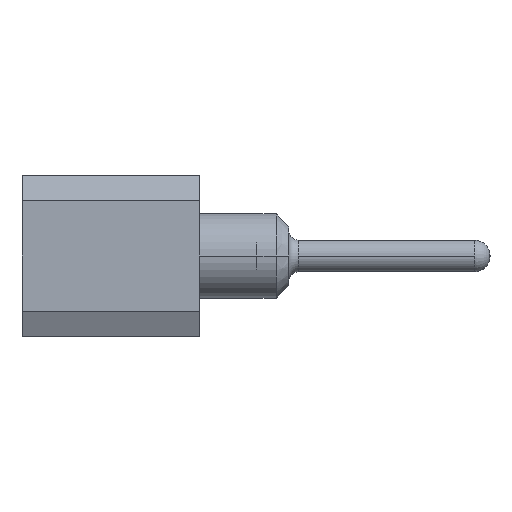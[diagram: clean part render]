
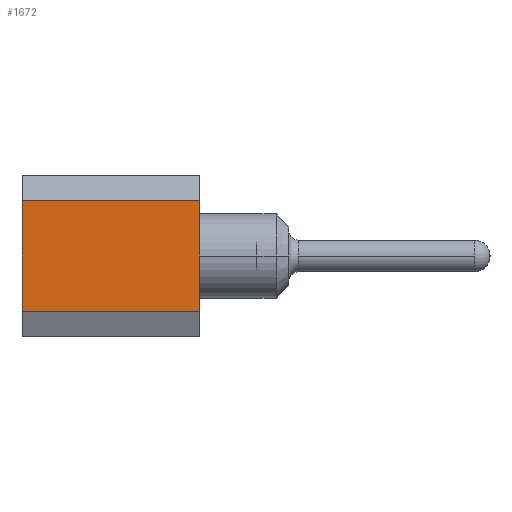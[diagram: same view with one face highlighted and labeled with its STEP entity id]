
A CAD part, left-side view. The second image highlights one B-rep face of the part: STEP entity #1672.
In plain terms, the highlighted planar face has unit normal (-1, 0, 0).
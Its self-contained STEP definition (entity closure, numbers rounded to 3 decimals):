
#1672=ADVANCED_FACE('',(#3392),#3393,.T.);
#3392=FACE_OUTER_BOUND('',#5121,.T.);
#3393=PLANE('',#5122);
#5121=EDGE_LOOP('',(#9743,#9744,#9745,#9746));
#5122=AXIS2_PLACEMENT_3D('',#9747,#9748,#9749);
#9743=ORIENTED_EDGE('',*,*,#11436,.T.);
#9744=ORIENTED_EDGE('',*,*,#11724,.F.);
#9745=ORIENTED_EDGE('',*,*,#11725,.F.);
#9746=ORIENTED_EDGE('',*,*,#11720,.T.);
#9747=CARTESIAN_POINT('',(-15.24,0.,0.));
#9748=DIRECTION('',(-1.0,0.0,0.0));
#9749=DIRECTION('',(0.0,0.,1.0));
#11436=EDGE_CURVE('',#13914,#13912,#13915,.T.);
#11720=EDGE_CURVE('',#14320,#13914,#14321,.T.);
#11724=EDGE_CURVE('',#14326,#13912,#14327,.T.);
#11725=EDGE_CURVE('',#14320,#14326,#14328,.T.);
#13912=VERTEX_POINT('',#16949);
#13914=VERTEX_POINT('',#16952);
#13915=LINE('',#16953,#16954);
#14320=VERTEX_POINT('',#17561);
#14321=LINE('',#17562,#17563);
#14326=VERTEX_POINT('',#17570);
#14327=LINE('',#17571,#17572);
#14328=LINE('',#17573,#17574);
#16949=CARTESIAN_POINT('',(-15.24,2.8,-0.87));
#16952=CARTESIAN_POINT('',(-15.24,2.8,0.87));
#16953=CARTESIAN_POINT('',(-15.24,2.8,0.87));
#16954=VECTOR('',#19904,1.0);
#17561=CARTESIAN_POINT('',(-15.24,0.,0.87));
#17562=CARTESIAN_POINT('',(-15.24,0.,0.87));
#17563=VECTOR('',#20107,1.0);
#17570=CARTESIAN_POINT('',(-15.24,0.,-0.87));
#17571=CARTESIAN_POINT('',(-15.24,0.,-0.87));
#17572=VECTOR('',#20110,1.0);
#17573=CARTESIAN_POINT('',(-15.24,0.,0.87));
#17574=VECTOR('',#20111,1.0);
#19904=DIRECTION('',(0.0,0.,-1.0));
#20107=DIRECTION('',(0.0,1.0,0.));
#20110=DIRECTION('',(0.0,1.0,0.));
#20111=DIRECTION('',(0.0,0.,-1.0));
